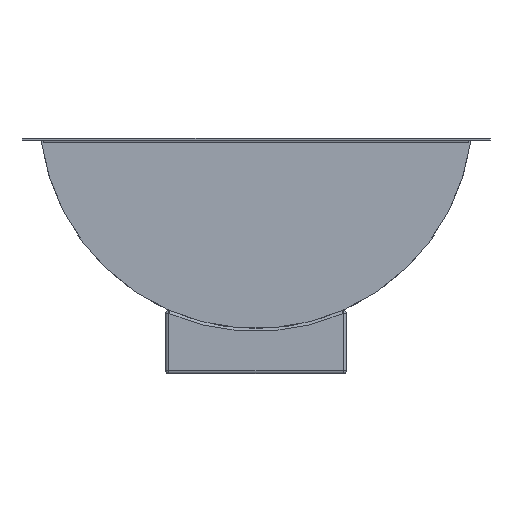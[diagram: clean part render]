
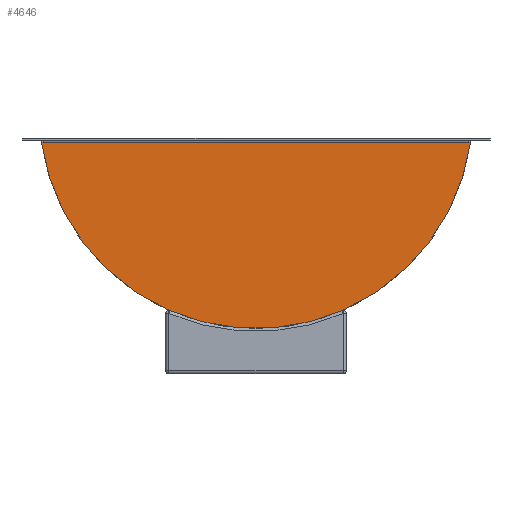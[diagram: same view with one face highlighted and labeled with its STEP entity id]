
A CAD part, front view. The second image highlights one B-rep face of the part: STEP entity #4646.
In plain terms, the highlighted face is planar.
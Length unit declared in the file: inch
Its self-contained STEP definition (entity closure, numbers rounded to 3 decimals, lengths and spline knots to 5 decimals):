
#27 = DIRECTION ( 'NONE',  ( 1., 0., 0. ) ) ;
#88 = LINE ( 'NONE', #4752, #4176 ) ;
#94 = ORIENTED_EDGE ( 'NONE', *, *, #2002, .F. ) ;
#109 = LINE ( 'NONE', #2046, #2288 ) ;
#201 = EDGE_CURVE ( 'NONE', #3715, #4678, #88, .T. ) ;
#211 = CARTESIAN_POINT ( 'NONE',  ( 14.95867, 0., 1.09175 ) ) ;
#411 = LINE ( 'NONE', #1248, #2561 ) ;
#511 = CARTESIAN_POINT ( 'NONE',  ( 7.83088, 0., 2.09913 ) ) ;
#600 = CARTESIAN_POINT ( 'NONE',  ( 22.08645, 0., 2.09913 ) ) ;
#804 = EDGE_CURVE ( 'NONE', #4838, #4678, #1796, .T. ) ;
#964 = EDGE_CURVE ( 'NONE', #4979, #4838, #109, .T. ) ;
#1248 = CARTESIAN_POINT ( 'NONE',  ( 7.87467, 0., 2.09913 ) ) ;
#1376 = DIRECTION ( 'NONE',  ( -1., 0., 0. ) ) ;
#1456 = CARTESIAN_POINT ( 'NONE',  ( 22.02585, 0., 2.09913 ) ) ;
#1796 = CIRCLE ( 'NONE', #4889, 7.19862 ) ;
#2002 = EDGE_CURVE ( 'NONE', #3715, #4979, #411, .T. ) ;
#2046 = CARTESIAN_POINT ( 'NONE',  ( 0., 0., 2.09913 ) ) ;
#2061 = FACE_OUTER_BOUND ( 'NONE', #2802, .T. ) ;
#2286 = ORIENTED_EDGE ( 'NONE', *, *, #201, .T. ) ;
#2288 = VECTOR ( 'NONE', #3526, 39.37008 ) ;
#2561 = VECTOR ( 'NONE', #27, 39.37008 ) ;
#2802 = EDGE_LOOP ( 'NONE', ( #94, #2286, #4868, #3165 ) ) ;
#2831 = DIRECTION ( 'NONE',  ( 0., 0., 1. ) ) ;
#3165 = ORIENTED_EDGE ( 'NONE', *, *, #964, .F. ) ;
#3171 = DIRECTION ( 'NONE',  ( 0., 1., 0. ) ) ;
#3191 = AXIS2_PLACEMENT_3D ( 'NONE', #3620, #3171, #2831 ) ;
#3440 = CARTESIAN_POINT ( 'NONE',  ( 7.89149, 0., 2.09913 ) ) ;
#3526 = DIRECTION ( 'NONE',  ( 1., 0., 0. ) ) ;
#3620 = CARTESIAN_POINT ( 'NONE',  ( 14.95867, 0., 1.09175 ) ) ;
#3647 = PLANE ( 'NONE',  #3191 ) ;
#3715 = VERTEX_POINT ( 'NONE', #3440 ) ;
#3983 = DIRECTION ( 'NONE',  ( -1., 0., 0. ) ) ;
#4176 = VECTOR ( 'NONE', #3983, 39.37008 ) ;
#4646 = ADVANCED_FACE ( 'NONE', ( #2061 ), #3647, .T. ) ;
#4678 = VERTEX_POINT ( 'NONE', #511 ) ;
#4752 = CARTESIAN_POINT ( 'NONE',  ( 0., 0., 2.09913 ) ) ;
#4838 = VERTEX_POINT ( 'NONE', #600 ) ;
#4842 = DIRECTION ( 'NONE',  ( 0., -1., 0. ) ) ;
#4868 = ORIENTED_EDGE ( 'NONE', *, *, #804, .F. ) ;
#4889 = AXIS2_PLACEMENT_3D ( 'NONE', #211, #4842, #1376 ) ;
#4979 = VERTEX_POINT ( 'NONE', #1456 ) ;
